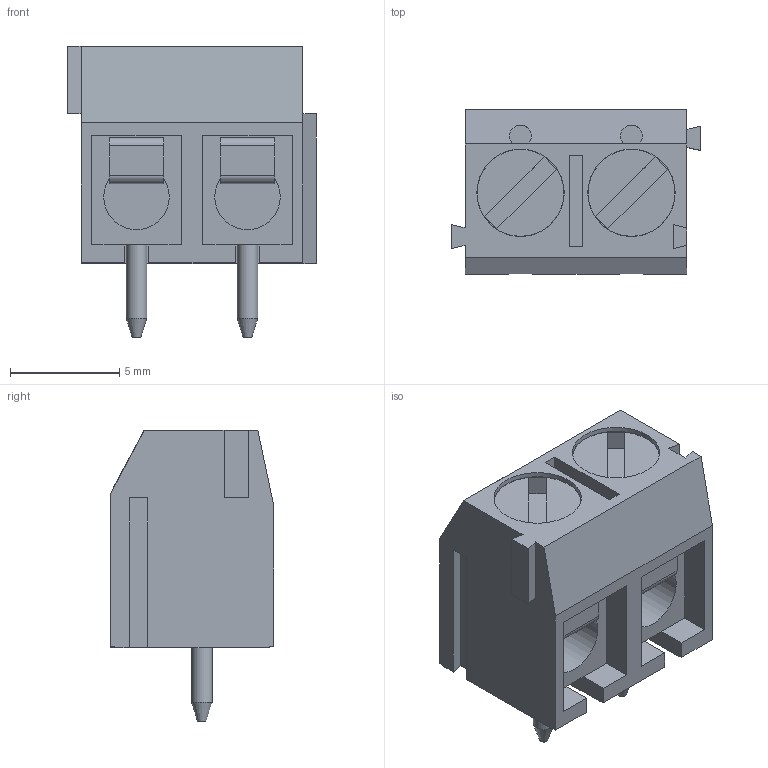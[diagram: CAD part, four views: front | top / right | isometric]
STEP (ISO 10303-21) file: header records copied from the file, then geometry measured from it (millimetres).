
FILE_DESCRIPTION(/* description */ (''),/* implementation_level */ '2;1');
FILE_NAME(/* name */ 'TERMINAL_BLOCK_AK500-2 v2.step',/* time_stamp */ '2019-09-12T17:06:58-05:00',/* author */ (''),/* organization */ (''),/* preprocessor_version */ 'ST-DEVELOPER v18',/* originating_system */ 'Autodesk Translation Framework v8.6.0.1094',/* authorisation */ '');
FILE_SCHEMA (('AUTOMOTIVE_DESIGN { 1 0 10303 214 3 1 1 }'));
Length unit declared in the file: millimetre
Products named in the file (1): TERMINAL_BLOCK_AK500-2
Bounding box: 11.36 x 7.5 x 13.35 mm (x, y, z)
Volume: 588.7 mm3; surface area: 808.8 mm2
Topology: 1 solids, 1 shells, 115 faces, 294 edges, 194 vertices
Faces by surface type: plane 95, cylinder 18, cone 2
Full cylindrical faces by diameter (mm): 0.95 x2, 3 x2, 3.98 x2, 4 x2
Entity records: 3608 total; most frequent: CARTESIAN_POINT 604, ORIENTED_EDGE 588, DIRECTION 564, EDGE_CURVE 294, LINE 256, VECTOR 256, VERTEX_POINT 194, AXIS2_PLACEMENT_3D 154
